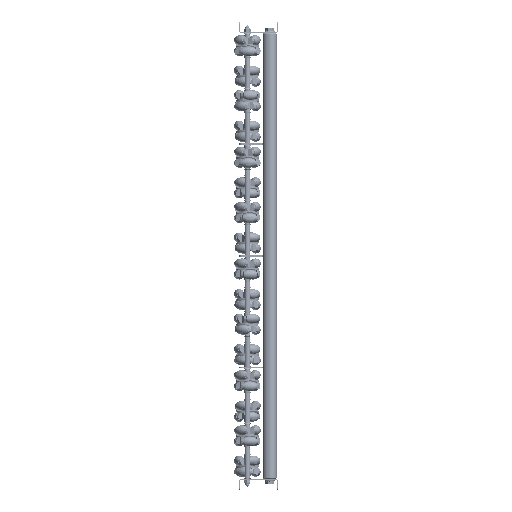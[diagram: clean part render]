
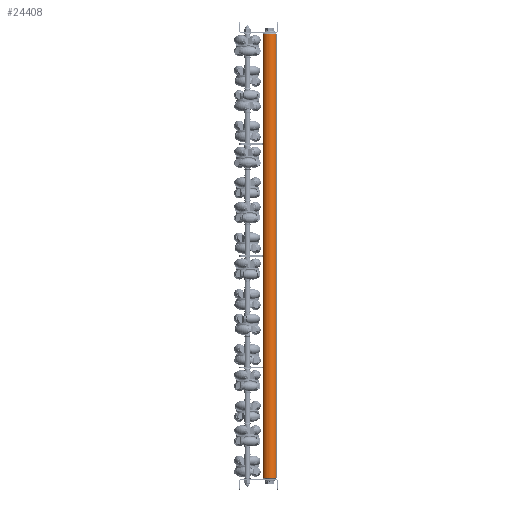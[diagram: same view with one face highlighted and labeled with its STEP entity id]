
A CAD part, left-side view. The second image highlights one B-rep face of the part: STEP entity #24408.
In plain terms, the highlighted cylindrical face has radius 12.5 mm (diameter 25 mm), a partial arc.
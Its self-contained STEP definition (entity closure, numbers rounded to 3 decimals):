
#841 = ORIENTED_EDGE ( 'NONE', *, *, #16502, .T. ) ;
#2110 = CIRCLE ( 'NONE', #31675, 12.5 ) ;
#2382 = AXIS2_PLACEMENT_3D ( 'NONE', #13013, #28808, #12265 ) ;
#2590 = CYLINDRICAL_SURFACE ( 'NONE', #2382, 12.5 ) ;
#3041 = VECTOR ( 'NONE', #23188, 1000. ) ;
#5157 = FACE_OUTER_BOUND ( 'NONE', #32900, .T. ) ;
#5755 = CARTESIAN_POINT ( 'NONE',  ( 799., 0., 0. ) ) ;
#7462 = CARTESIAN_POINT ( 'NONE',  ( 799., 0., -12.5 ) ) ;
#11584 = CARTESIAN_POINT ( 'NONE',  ( 1., 0., 12.5 ) ) ;
#11910 = VERTEX_POINT ( 'NONE', #27774 ) ;
#12220 = DIRECTION ( 'NONE',  ( 1., 0., 0. ) ) ;
#12265 = DIRECTION ( 'NONE',  ( 0., 0., 1. ) ) ;
#13013 = CARTESIAN_POINT ( 'NONE',  ( 800., 0., 0. ) ) ;
#13089 = VERTEX_POINT ( 'NONE', #11584 ) ;
#13328 = EDGE_CURVE ( 'NONE', #26107, #32259, #21822, .T. ) ;
#14301 = ORIENTED_EDGE ( 'NONE', *, *, #27913, .F. ) ;
#15655 = CARTESIAN_POINT ( 'NONE',  ( 1., 0., 0. ) ) ;
#16502 = EDGE_CURVE ( 'NONE', #32259, #13089, #30643, .T. ) ;
#18717 = CARTESIAN_POINT ( 'NONE',  ( 800., 0., -12.5 ) ) ;
#19910 = VECTOR ( 'NONE', #25845, 1000. ) ;
#20097 = DIRECTION ( 'NONE',  ( 0., 0., -1. ) ) ;
#20938 = LINE ( 'NONE', #18717, #3041 ) ;
#21822 = CIRCLE ( 'NONE', #22928, 12.5 ) ;
#22928 = AXIS2_PLACEMENT_3D ( 'NONE', #5755, #28900, #26329 ) ;
#23188 = DIRECTION ( 'NONE',  ( -1., 0., 0. ) ) ;
#24408 = ADVANCED_FACE ( 'NONE', ( #5157 ), #2590, .T. ) ;
#25461 = CARTESIAN_POINT ( 'NONE',  ( 799., 0., 12.5 ) ) ;
#25845 = DIRECTION ( 'NONE',  ( -1., 0., 0. ) ) ;
#26107 = VERTEX_POINT ( 'NONE', #7462 ) ;
#26329 = DIRECTION ( 'NONE',  ( 0., 0., -1. ) ) ;
#27200 = ORIENTED_EDGE ( 'NONE', *, *, #29654, .T. ) ;
#27774 = CARTESIAN_POINT ( 'NONE',  ( 1., 0., -12.5 ) ) ;
#27913 = EDGE_CURVE ( 'NONE', #26107, #11910, #20938, .T. ) ;
#28258 = CARTESIAN_POINT ( 'NONE',  ( 800., 0., 12.5 ) ) ;
#28808 = DIRECTION ( 'NONE',  ( -1., 0., 0. ) ) ;
#28900 = DIRECTION ( 'NONE',  ( -1., 0., 0. ) ) ;
#29654 = EDGE_CURVE ( 'NONE', #13089, #11910, #2110, .T. ) ;
#29813 = ORIENTED_EDGE ( 'NONE', *, *, #13328, .T. ) ;
#30643 = LINE ( 'NONE', #28258, #19910 ) ;
#31675 = AXIS2_PLACEMENT_3D ( 'NONE', #15655, #12220, #20097 ) ;
#32259 = VERTEX_POINT ( 'NONE', #25461 ) ;
#32900 = EDGE_LOOP ( 'NONE', ( #14301, #29813, #841, #27200 ) ) ;
